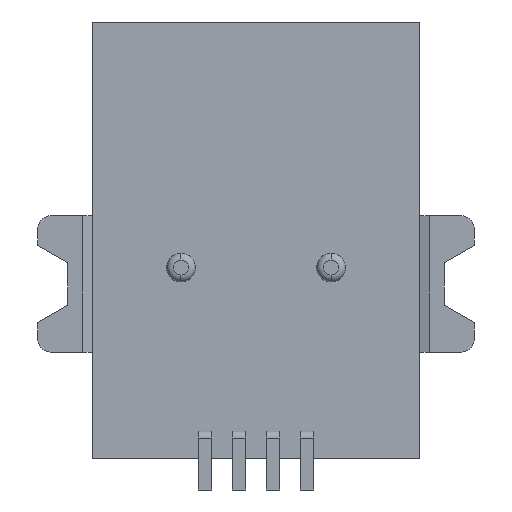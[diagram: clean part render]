
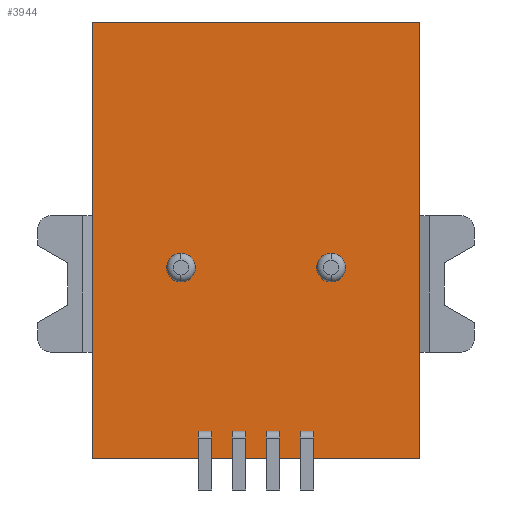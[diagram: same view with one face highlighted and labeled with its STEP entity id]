
A CAD part, front view. The second image highlights one B-rep face of the part: STEP entity #3944.
In plain terms, the highlighted planar face has unit normal (0, -1, 0).
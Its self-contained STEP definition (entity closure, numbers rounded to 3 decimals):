
#252 = VERTEX_POINT('',#253);
#253 = CARTESIAN_POINT('',(2.225,0.,-9.));
#270 = VERTEX_POINT('',#271);
#271 = CARTESIAN_POINT('',(3.275,0.,-9.));
#277 = EDGE_CURVE('',#252,#270,#278,.T.);
#278 = CIRCLE('',#279,0.525);
#279 = AXIS2_PLACEMENT_3D('',#280,#281,#282);
#280 = CARTESIAN_POINT('',(2.75,0.,-9.));
#281 = DIRECTION('',(0.,1.,0.));
#282 = DIRECTION('',(-1.,0.,0.));
#355 = VERTEX_POINT('',#356);
#356 = CARTESIAN_POINT('',(-3.275,0.,-9.));
#373 = VERTEX_POINT('',#374);
#374 = CARTESIAN_POINT('',(-2.225,0.,-9.));
#380 = EDGE_CURVE('',#355,#373,#381,.T.);
#381 = CIRCLE('',#382,0.525);
#382 = AXIS2_PLACEMENT_3D('',#383,#384,#385);
#383 = CARTESIAN_POINT('',(-2.75,0.,-9.));
#384 = DIRECTION('',(0.,1.,0.));
#385 = DIRECTION('',(-1.,0.,0.));
#396 = EDGE_CURVE('',#373,#355,#397,.T.);
#397 = CIRCLE('',#398,0.525);
#398 = AXIS2_PLACEMENT_3D('',#399,#400,#401);
#399 = CARTESIAN_POINT('',(-2.75,0.,-9.));
#400 = DIRECTION('',(0.,1.,0.));
#401 = DIRECTION('',(-1.,0.,0.));
#451 = EDGE_CURVE('',#270,#252,#452,.T.);
#452 = CIRCLE('',#453,0.525);
#453 = AXIS2_PLACEMENT_3D('',#454,#455,#456);
#454 = CARTESIAN_POINT('',(2.75,0.,-9.));
#455 = DIRECTION('',(0.,1.,0.));
#456 = DIRECTION('',(-1.,0.,0.));
#505 = EDGE_CURVE('',#506,#508,#510,.T.);
#506 = VERTEX_POINT('',#507);
#507 = CARTESIAN_POINT('',(-1.625,0.,-15.));
#508 = VERTEX_POINT('',#509);
#509 = CARTESIAN_POINT('',(-1.625,0.,-15.25));
#510 = LINE('',#511,#512);
#511 = CARTESIAN_POINT('',(-1.625,0.,-8.007));
#512 = VECTOR('',#513,1.);
#513 = DIRECTION('',(0.,0.,-1.));
#579 = EDGE_CURVE('',#580,#506,#582,.T.);
#580 = VERTEX_POINT('',#581);
#581 = CARTESIAN_POINT('',(-2.125,0.,-15.));
#582 = LINE('',#583,#584);
#583 = CARTESIAN_POINT('',(-1.063,0.,-15.));
#584 = VECTOR('',#585,1.);
#585 = DIRECTION('',(1.,0.,0.));
#610 = EDGE_CURVE('',#508,#611,#613,.T.);
#611 = VERTEX_POINT('',#612);
#612 = CARTESIAN_POINT('',(-2.125,0.,-15.25));
#613 = LINE('',#614,#615);
#614 = CARTESIAN_POINT('',(-1.063,0.,-15.25));
#615 = VECTOR('',#616,1.);
#616 = DIRECTION('',(-1.,0.,0.));
#756 = EDGE_CURVE('',#611,#580,#757,.T.);
#757 = LINE('',#758,#759);
#758 = CARTESIAN_POINT('',(-2.125,0.,-8.007));
#759 = VECTOR('',#760,1.);
#760 = DIRECTION('',(0.,0.,1.));
#777 = EDGE_CURVE('',#778,#780,#782,.T.);
#778 = VERTEX_POINT('',#779);
#779 = CARTESIAN_POINT('',(-0.375,0.,-15.));
#780 = VERTEX_POINT('',#781);
#781 = CARTESIAN_POINT('',(-0.375,0.,-15.25));
#782 = LINE('',#783,#784);
#783 = CARTESIAN_POINT('',(-0.375,0.,-8.007));
#784 = VECTOR('',#785,1.);
#785 = DIRECTION('',(0.,0.,-1.));
#851 = EDGE_CURVE('',#852,#778,#854,.T.);
#852 = VERTEX_POINT('',#853);
#853 = CARTESIAN_POINT('',(-0.875,0.,-15.));
#854 = LINE('',#855,#856);
#855 = CARTESIAN_POINT('',(-0.438,0.,-15.));
#856 = VECTOR('',#857,1.);
#857 = DIRECTION('',(1.,0.,0.));
#882 = EDGE_CURVE('',#780,#883,#885,.T.);
#883 = VERTEX_POINT('',#884);
#884 = CARTESIAN_POINT('',(-0.875,0.,-15.25));
#885 = LINE('',#886,#887);
#886 = CARTESIAN_POINT('',(-0.438,0.,-15.25));
#887 = VECTOR('',#888,1.);
#888 = DIRECTION('',(-1.,0.,0.));
#1028 = EDGE_CURVE('',#883,#852,#1029,.T.);
#1029 = LINE('',#1030,#1031);
#1030 = CARTESIAN_POINT('',(-0.875,0.,-8.007));
#1031 = VECTOR('',#1032,1.);
#1032 = DIRECTION('',(0.,0.,1.));
#1049 = EDGE_CURVE('',#1050,#1052,#1054,.T.);
#1050 = VERTEX_POINT('',#1051);
#1051 = CARTESIAN_POINT('',(0.875,0.,-15.));
#1052 = VERTEX_POINT('',#1053);
#1053 = CARTESIAN_POINT('',(0.875,0.,-15.25));
#1054 = LINE('',#1055,#1056);
#1055 = CARTESIAN_POINT('',(0.875,0.,-8.007));
#1056 = VECTOR('',#1057,1.);
#1057 = DIRECTION('',(0.,0.,-1.));
#1123 = EDGE_CURVE('',#1124,#1050,#1126,.T.);
#1124 = VERTEX_POINT('',#1125);
#1125 = CARTESIAN_POINT('',(0.375,0.,-15.));
#1126 = LINE('',#1127,#1128);
#1127 = CARTESIAN_POINT('',(0.188,0.,-15.));
#1128 = VECTOR('',#1129,1.);
#1129 = DIRECTION('',(1.,0.,0.));
#1154 = EDGE_CURVE('',#1052,#1155,#1157,.T.);
#1155 = VERTEX_POINT('',#1156);
#1156 = CARTESIAN_POINT('',(0.375,0.,-15.25));
#1157 = LINE('',#1158,#1159);
#1158 = CARTESIAN_POINT('',(0.188,0.,-15.25));
#1159 = VECTOR('',#1160,1.);
#1160 = DIRECTION('',(-1.,0.,0.));
#1300 = EDGE_CURVE('',#1155,#1124,#1301,.T.);
#1301 = LINE('',#1302,#1303);
#1302 = CARTESIAN_POINT('',(0.375,0.,-8.007));
#1303 = VECTOR('',#1304,1.);
#1304 = DIRECTION('',(0.,0.,1.));
#1321 = EDGE_CURVE('',#1322,#1324,#1326,.T.);
#1322 = VERTEX_POINT('',#1323);
#1323 = CARTESIAN_POINT('',(2.125,0.,-15.));
#1324 = VERTEX_POINT('',#1325);
#1325 = CARTESIAN_POINT('',(2.125,0.,-15.25));
#1326 = LINE('',#1327,#1328);
#1327 = CARTESIAN_POINT('',(2.125,0.,-8.007));
#1328 = VECTOR('',#1329,1.);
#1329 = DIRECTION('',(0.,0.,-1.));
#1395 = EDGE_CURVE('',#1396,#1322,#1398,.T.);
#1396 = VERTEX_POINT('',#1397);
#1397 = CARTESIAN_POINT('',(1.625,0.,-15.));
#1398 = LINE('',#1399,#1400);
#1399 = CARTESIAN_POINT('',(0.813,0.,-15.));
#1400 = VECTOR('',#1401,1.);
#1401 = DIRECTION('',(1.,0.,0.));
#1426 = EDGE_CURVE('',#1324,#1427,#1429,.T.);
#1427 = VERTEX_POINT('',#1428);
#1428 = CARTESIAN_POINT('',(1.625,0.,-15.25));
#1429 = LINE('',#1430,#1431);
#1430 = CARTESIAN_POINT('',(0.813,0.,-15.25));
#1431 = VECTOR('',#1432,1.);
#1432 = DIRECTION('',(-1.,0.,0.));
#1572 = EDGE_CURVE('',#1427,#1396,#1573,.T.);
#1573 = LINE('',#1574,#1575);
#1574 = CARTESIAN_POINT('',(1.625,0.,-8.007));
#1575 = VECTOR('',#1576,1.);
#1576 = DIRECTION('',(0.,0.,1.));
#3706 = VERTEX_POINT('',#3707);
#3707 = CARTESIAN_POINT('',(6.,0.,-16.));
#3715 = EDGE_CURVE('',#3716,#3706,#3718,.T.);
#3716 = VERTEX_POINT('',#3717);
#3717 = CARTESIAN_POINT('',(-6.,0.,-16.));
#3718 = LINE('',#3719,#3720);
#3719 = CARTESIAN_POINT('',(6.,0.,-16.));
#3720 = VECTOR('',#3721,1.);
#3721 = DIRECTION('',(1.,0.,0.));
#3862 = VERTEX_POINT('',#3863);
#3863 = CARTESIAN_POINT('',(6.,0.,0.));
#3898 = VERTEX_POINT('',#3899);
#3899 = CARTESIAN_POINT('',(-6.,0.,0.));
#3905 = EDGE_CURVE('',#3862,#3898,#3906,.T.);
#3906 = LINE('',#3907,#3908);
#3907 = CARTESIAN_POINT('',(6.,0.,0.));
#3908 = VECTOR('',#3909,1.);
#3909 = DIRECTION('',(-1.,0.,0.));
#3944 = ADVANCED_FACE('',(#3945,#3949,#3953,#3959,#3965,#3971,#3977),
  #3993,.T.);
#3945 = FACE_BOUND('',#3946,.T.);
#3946 = EDGE_LOOP('',(#3947,#3948));
#3947 = ORIENTED_EDGE('',*,*,#396,.T.);
#3948 = ORIENTED_EDGE('',*,*,#380,.T.);
#3949 = FACE_BOUND('',#3950,.T.);
#3950 = EDGE_LOOP('',(#3951,#3952));
#3951 = ORIENTED_EDGE('',*,*,#451,.T.);
#3952 = ORIENTED_EDGE('',*,*,#277,.T.);
#3953 = FACE_BOUND('',#3954,.T.);
#3954 = EDGE_LOOP('',(#3955,#3956,#3957,#3958));
#3955 = ORIENTED_EDGE('',*,*,#579,.T.);
#3956 = ORIENTED_EDGE('',*,*,#505,.T.);
#3957 = ORIENTED_EDGE('',*,*,#610,.T.);
#3958 = ORIENTED_EDGE('',*,*,#756,.T.);
#3959 = FACE_BOUND('',#3960,.T.);
#3960 = EDGE_LOOP('',(#3961,#3962,#3963,#3964));
#3961 = ORIENTED_EDGE('',*,*,#851,.T.);
#3962 = ORIENTED_EDGE('',*,*,#777,.T.);
#3963 = ORIENTED_EDGE('',*,*,#882,.T.);
#3964 = ORIENTED_EDGE('',*,*,#1028,.T.);
#3965 = FACE_BOUND('',#3966,.T.);
#3966 = EDGE_LOOP('',(#3967,#3968,#3969,#3970));
#3967 = ORIENTED_EDGE('',*,*,#1123,.T.);
#3968 = ORIENTED_EDGE('',*,*,#1049,.T.);
#3969 = ORIENTED_EDGE('',*,*,#1154,.T.);
#3970 = ORIENTED_EDGE('',*,*,#1300,.T.);
#3971 = FACE_BOUND('',#3972,.T.);
#3972 = EDGE_LOOP('',(#3973,#3974,#3975,#3976));
#3973 = ORIENTED_EDGE('',*,*,#1395,.T.);
#3974 = ORIENTED_EDGE('',*,*,#1321,.T.);
#3975 = ORIENTED_EDGE('',*,*,#1426,.T.);
#3976 = ORIENTED_EDGE('',*,*,#1572,.T.);
#3977 = FACE_BOUND('',#3978,.T.);
#3978 = EDGE_LOOP('',(#3979,#3980,#3986,#3987));
#3979 = ORIENTED_EDGE('',*,*,#3715,.T.);
#3980 = ORIENTED_EDGE('',*,*,#3981,.F.);
#3981 = EDGE_CURVE('',#3862,#3706,#3982,.T.);
#3982 = LINE('',#3983,#3984);
#3983 = CARTESIAN_POINT('',(6.,0.,0.));
#3984 = VECTOR('',#3985,1.);
#3985 = DIRECTION('',(0.,0.,-1.));
#3986 = ORIENTED_EDGE('',*,*,#3905,.T.);
#3987 = ORIENTED_EDGE('',*,*,#3988,.T.);
#3988 = EDGE_CURVE('',#3898,#3716,#3989,.T.);
#3989 = LINE('',#3990,#3991);
#3990 = CARTESIAN_POINT('',(-6.,0.,0.));
#3991 = VECTOR('',#3992,1.);
#3992 = DIRECTION('',(0.,0.,-1.));
#3993 = PLANE('',#3994);
#3994 = AXIS2_PLACEMENT_3D('',#3995,#3996,#3997);
#3995 = CARTESIAN_POINT('',(0.,0.,0.));
#3996 = DIRECTION('',(0.,-1.,0.));
#3997 = DIRECTION('',(-1.,0.,0.));
